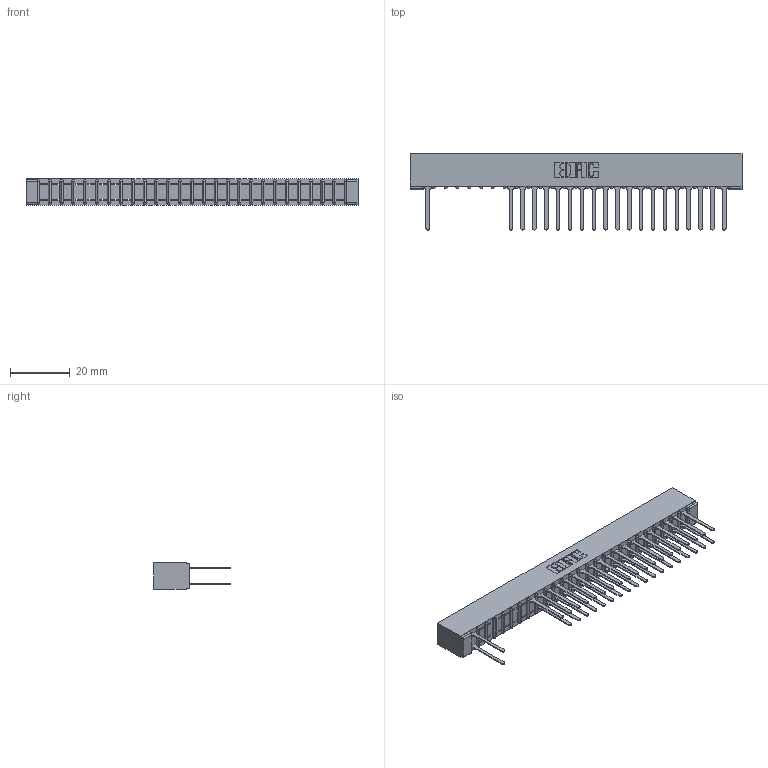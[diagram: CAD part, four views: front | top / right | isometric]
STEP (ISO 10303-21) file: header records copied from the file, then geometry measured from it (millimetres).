
FILE_DESCRIPTION (( 'STEP AP203' ), '1' );
FILE_NAME ('307-052-542-201.STEP', '2018-08-06T05:17:11', ( '' ), ( '' ), 'SwSTEP 2.0', 'SolidWorks 2016', '' );
FILE_SCHEMA (( 'CONFIG_CONTROL_DESIGN' ));
Length unit declared in the file: inch
Products named in the file (3): 307 Part_No Mounting Lugs; 307-290-001_542; 307-052-542-201
Assembly tree (40 placements, depth 2):
  307-052-542-201
    307 Part_No Mounting Lugs
    307-290-001_542  x39
Bounding box: 110.9 x 25.43 x 8.71 mm (x, y, z)
Volume: 7467.1 mm3; surface area: 13703.7 mm2
Topology: 40 solids, 40 shells, 2061 faces, 5785 edges, 3730 vertices
Faces by surface type: plane 1353, cylinder 654, sphere 54
Entity records: 24368 total; most frequent: CARTESIAN_POINT 4041, ORIENTED_EDGE 4014, DIRECTION 3951, EDGE_CURVE 2007, VECTOR 1535, LINE 1535, VERTEX_POINT 1298, AXIS2_PLACEMENT_3D 1208
